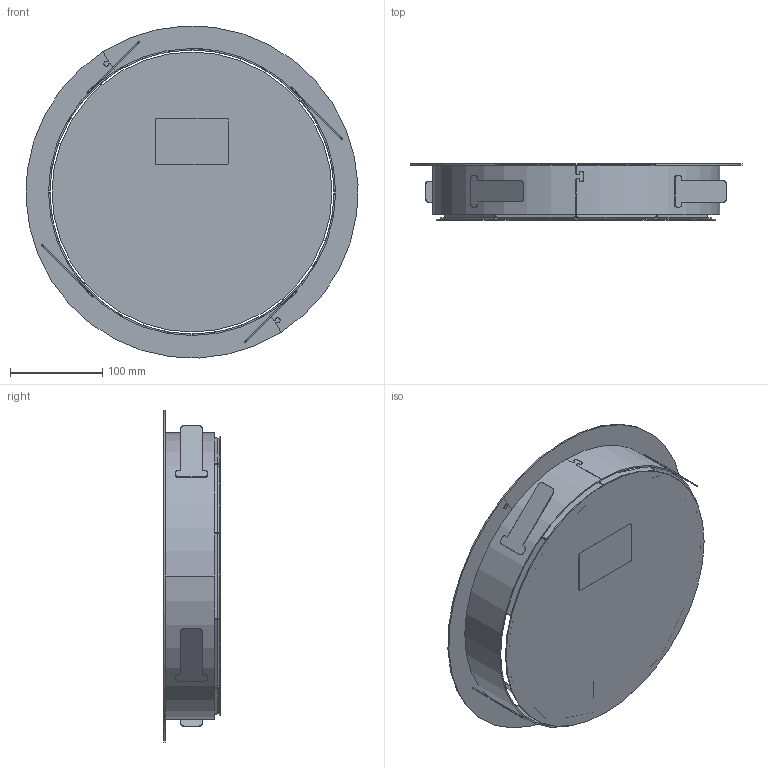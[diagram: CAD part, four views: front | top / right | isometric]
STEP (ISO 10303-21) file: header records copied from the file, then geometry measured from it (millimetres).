
FILE_DESCRIPTION (( 'STEP AP214' ), '1' );
FILE_NAME ('081807.stp', '2016-04-26T13:10:59', ( '' ), ( '' ), 'SwSTEP 2.0', 'SolidWorks 2014', '' );
FILE_SCHEMA (( 'AUTOMOTIVE_DESIGN' ));
Length unit declared in the file: millimetre
Products named in the file (9): P_40962407_1_Standard; 081802_Standard; 081801_Standard; 081800_Standard; 081806_Standard; 081805_Standard; 081804_Standard; 081803_Standard; 081807
Assembly tree (12 placements, depth 3):
  081807
    081806_Standard
      081803_Standard  x2
      081804_Standard
      081805_Standard  x4
    081802_Standard
      081800_Standard
      081801_Standard
    P_40962407_1_Standard
Bounding box: 359.66 x 61.1 x 359.66 mm (x, y, z)
Volume: 309838.6 mm3; surface area: 495370.5 mm2
Topology: 10 solids, 10 shells, 314 faces, 796 edges, 502 vertices
Faces by surface type: plane 196, cylinder 90, bspline 28
Entity records: 7750 total; most frequent: CARTESIAN_POINT 1929, ORIENTED_EDGE 1196, DIRECTION 1050, EDGE_CURVE 598, LINE 380, VECTOR 380, VERTEX_POINT 370, AXIS2_PLACEMENT_3D 335
